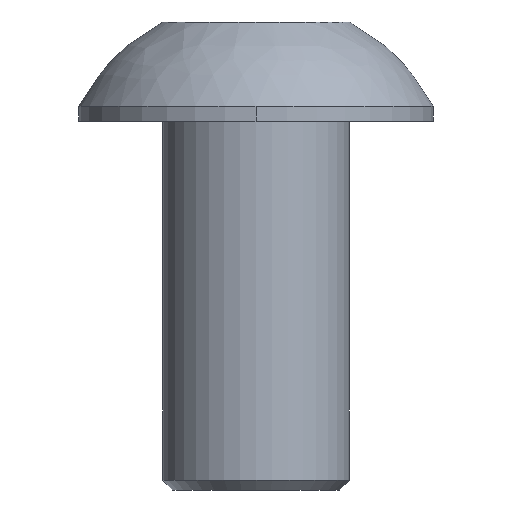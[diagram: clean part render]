
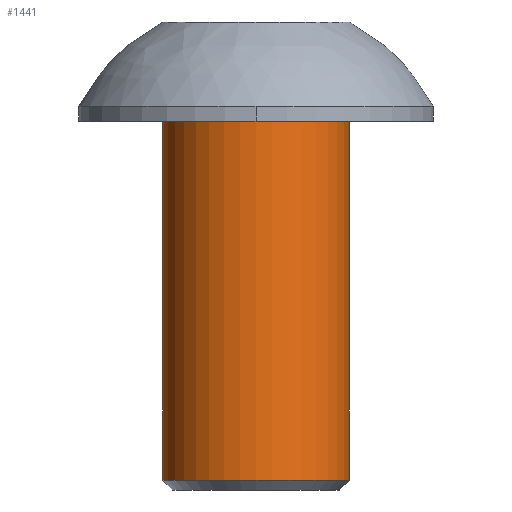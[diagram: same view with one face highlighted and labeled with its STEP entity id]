
A CAD part, front view. The second image highlights one B-rep face of the part: STEP entity #1441.
In plain terms, the highlighted cylindrical face has radius 2.413 mm (diameter 4.826 mm), a partial arc.
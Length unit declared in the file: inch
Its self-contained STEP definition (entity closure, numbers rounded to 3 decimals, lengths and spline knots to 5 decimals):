
#52 = CARTESIAN_POINT ( 'NONE',  ( -0.095, 0., -0.228 ) ) ;
#91 = AXIS2_PLACEMENT_3D ( 'NONE', #1468, #828, #947 ) ;
#133 = CARTESIAN_POINT ( 'NONE',  ( 0., 0., -0.228 ) ) ;
#285 = ORIENTED_EDGE ( 'NONE', *, *, #948, .F. ) ;
#303 = VERTEX_POINT ( 'NONE', #1240 ) ;
#382 = VECTOR ( 'NONE', #1057, 39.37008 ) ;
#409 = AXIS2_PLACEMENT_3D ( 'NONE', #1373, #1655, #1142 ) ;
#421 = ORIENTED_EDGE ( 'NONE', *, *, #1669, .T. ) ;
#428 = ORIENTED_EDGE ( 'NONE', *, *, #679, .T. ) ;
#524 = CARTESIAN_POINT ( 'NONE',  ( -0.095, 0., 0.1673 ) ) ;
#649 = CARTESIAN_POINT ( 'NONE',  ( 0.095, 0., 0.137 ) ) ;
#668 = DIRECTION ( 'NONE',  ( 0., 0., 1. ) ) ;
#670 = DIRECTION ( 'NONE',  ( 0., 0., -1. ) ) ;
#679 = EDGE_CURVE ( 'NONE', #303, #1466, #795, .T. ) ;
#685 = CYLINDRICAL_SURFACE ( 'NONE', #91, 0.095 ) ;
#773 = AXIS2_PLACEMENT_3D ( 'NONE', #133, #668, #1316 ) ;
#787 = ORIENTED_EDGE ( 'NONE', *, *, #904, .T. ) ;
#795 = LINE ( 'NONE', #524, #1561 ) ;
#828 = DIRECTION ( 'NONE',  ( 0., 0., -1. ) ) ;
#850 = CIRCLE ( 'NONE', #773, 0.095 ) ;
#904 = EDGE_CURVE ( 'NONE', #1466, #1233, #850, .T. ) ;
#933 = CIRCLE ( 'NONE', #409, 0.095 ) ;
#947 = DIRECTION ( 'NONE',  ( -1., 0., 0. ) ) ;
#948 = EDGE_CURVE ( 'NONE', #1044, #1233, #1562, .T. ) ;
#1044 = VERTEX_POINT ( 'NONE', #649 ) ;
#1057 = DIRECTION ( 'NONE',  ( 0., 0., -1. ) ) ;
#1064 = FACE_OUTER_BOUND ( 'NONE', #1110, .T. ) ;
#1110 = EDGE_LOOP ( 'NONE', ( #285, #421, #428, #787 ) ) ;
#1142 = DIRECTION ( 'NONE',  ( 0., -1., 0. ) ) ;
#1233 = VERTEX_POINT ( 'NONE', #1338 ) ;
#1240 = CARTESIAN_POINT ( 'NONE',  ( -0.095, 0., 0.137 ) ) ;
#1299 = CARTESIAN_POINT ( 'NONE',  ( 0.095, 0., 0.1673 ) ) ;
#1316 = DIRECTION ( 'NONE',  ( 1., 0., 0. ) ) ;
#1338 = CARTESIAN_POINT ( 'NONE',  ( 0.095, 0., -0.228 ) ) ;
#1373 = CARTESIAN_POINT ( 'NONE',  ( 0., 0., 0.137 ) ) ;
#1441 = ADVANCED_FACE ( 'NONE', ( #1064 ), #685, .T. ) ;
#1466 = VERTEX_POINT ( 'NONE', #52 ) ;
#1468 = CARTESIAN_POINT ( 'NONE',  ( 0., 0., 0.1673 ) ) ;
#1561 = VECTOR ( 'NONE', #670, 39.37008 ) ;
#1562 = LINE ( 'NONE', #1299, #382 ) ;
#1655 = DIRECTION ( 'NONE',  ( 0., 0., -1. ) ) ;
#1669 = EDGE_CURVE ( 'NONE', #1044, #303, #933, .T. ) ;
